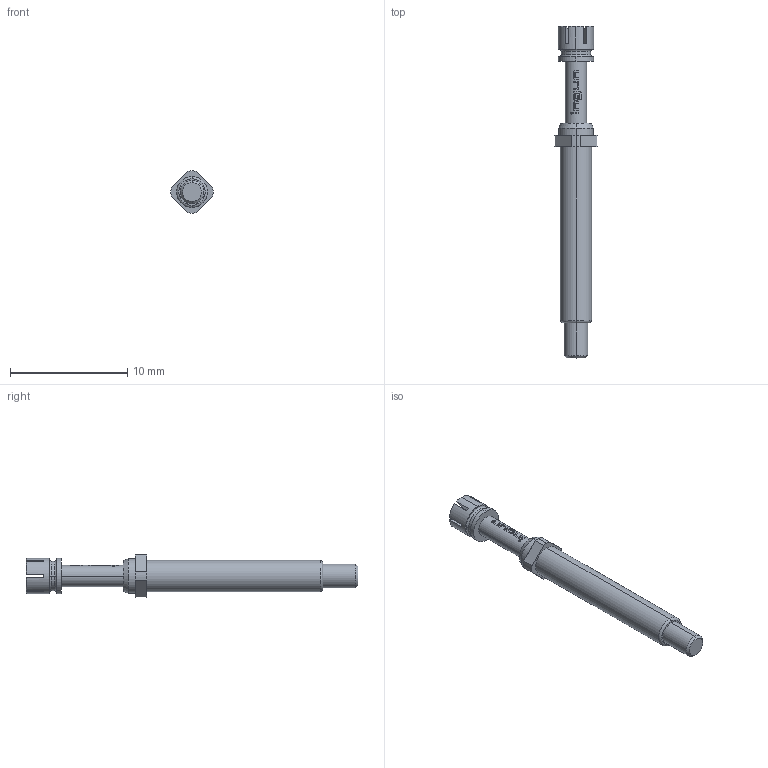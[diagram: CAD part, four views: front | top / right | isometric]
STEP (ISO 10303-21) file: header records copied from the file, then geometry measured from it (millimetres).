
FILE_DESCRIPTION (( 'STEP AP203' ), '1' );
FILE_NAME ('INGUN_HSS-120_319_300_A_xx02_M.STEP', '2022-02-03T14:00:23', ( 'ochi' ), ( '' ), 'SwSTEP 2.0', 'SolidWorks 2018', '' );
FILE_SCHEMA (( 'CONFIG_CONTROL_DESIGN' ));
Length unit declared in the file: millimetre
Products named in the file (1): INGUN_HSS-120_319_300_A_xx02_M
Bounding box: 3.59 x 28.3 x 3.6 mm (x, y, z)
Volume: 135.6 mm3; surface area: 261.3 mm2
Topology: 1 solids, 1 shells, 136 faces, 351 edges, 230 vertices
Faces by surface type: plane 65, cylinder 25, bspline 22, cone 18, torus 6
Entity records: 4584 total; most frequent: CARTESIAN_POINT 1358, ORIENTED_EDGE 702, DIRECTION 585, EDGE_CURVE 351, VERTEX_POINT 230, AXIS2_PLACEMENT_3D 229, EDGE_LOOP 149, FACE_OUTER_BOUND 136
